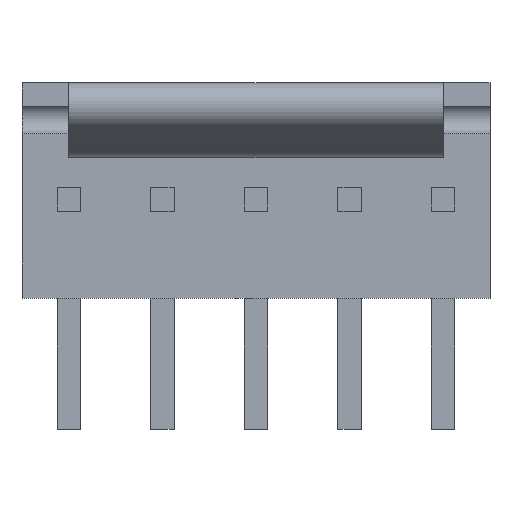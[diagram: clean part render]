
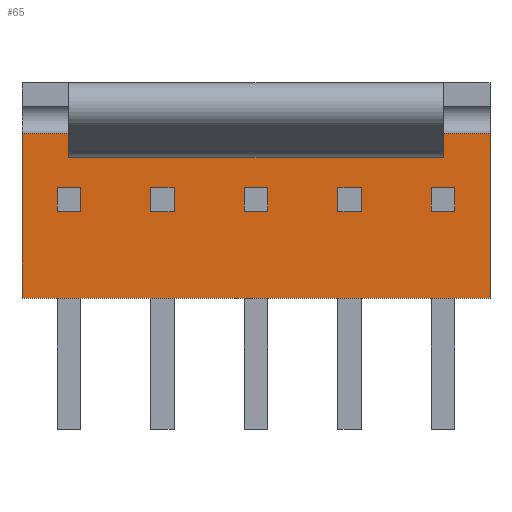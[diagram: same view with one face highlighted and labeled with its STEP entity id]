
A CAD part, top view. The second image highlights one B-rep face of the part: STEP entity #65.
In plain terms, the highlighted planar face has unit normal (0, 0, 1).
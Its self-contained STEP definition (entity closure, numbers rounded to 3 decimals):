
#65=ADVANCED_FACE('',(#183,#184,#185,#186,#187,#188),#189,.T.);
#183=FACE_OUTER_BOUND('',#379,.T.);
#184=FACE_BOUND('',#380,.T.);
#185=FACE_BOUND('',#381,.T.);
#186=FACE_BOUND('',#382,.T.);
#187=FACE_BOUND('',#383,.T.);
#188=FACE_BOUND('',#384,.T.);
#189=PLANE('',#385);
#379=EDGE_LOOP('',(#715,#716,#717,#718));
#380=EDGE_LOOP('',(#719,#720,#721,#722));
#381=EDGE_LOOP('',(#723,#724,#725,#726));
#382=EDGE_LOOP('',(#727,#728,#729,#730));
#383=EDGE_LOOP('',(#731,#732,#733,#734));
#384=EDGE_LOOP('',(#735,#736,#737,#738));
#385=AXIS2_PLACEMENT_3D('',#739,#740,#741);
#715=ORIENTED_EDGE('',*,*,#1378,.T.);
#716=ORIENTED_EDGE('',*,*,#1346,.F.);
#717=ORIENTED_EDGE('',*,*,#1379,.F.);
#718=ORIENTED_EDGE('',*,*,#1312,.T.);
#719=ORIENTED_EDGE('',*,*,#1380,.T.);
#720=ORIENTED_EDGE('',*,*,#1381,.F.);
#721=ORIENTED_EDGE('',*,*,#1382,.F.);
#722=ORIENTED_EDGE('',*,*,#1383,.T.);
#723=ORIENTED_EDGE('',*,*,#1384,.T.);
#724=ORIENTED_EDGE('',*,*,#1385,.F.);
#725=ORIENTED_EDGE('',*,*,#1386,.F.);
#726=ORIENTED_EDGE('',*,*,#1387,.T.);
#727=ORIENTED_EDGE('',*,*,#1388,.T.);
#728=ORIENTED_EDGE('',*,*,#1389,.F.);
#729=ORIENTED_EDGE('',*,*,#1390,.F.);
#730=ORIENTED_EDGE('',*,*,#1391,.T.);
#731=ORIENTED_EDGE('',*,*,#1392,.T.);
#732=ORIENTED_EDGE('',*,*,#1393,.F.);
#733=ORIENTED_EDGE('',*,*,#1394,.F.);
#734=ORIENTED_EDGE('',*,*,#1395,.T.);
#735=ORIENTED_EDGE('',*,*,#1396,.T.);
#736=ORIENTED_EDGE('',*,*,#1397,.F.);
#737=ORIENTED_EDGE('',*,*,#1398,.F.);
#738=ORIENTED_EDGE('',*,*,#1399,.T.);
#739=CARTESIAN_POINT('',(-6.35,1.803,0.0));
#740=DIRECTION('',(0.0,0.0,1.0));
#741=DIRECTION('',(1.0,0.0,0.0));
#1312=EDGE_CURVE('',#1571,#1569,#1572,.T.);
#1346=EDGE_CURVE('',#1623,#1625,#1626,.T.);
#1378=EDGE_CURVE('',#1569,#1625,#1683,.T.);
#1379=EDGE_CURVE('',#1571,#1623,#1684,.T.);
#1380=EDGE_CURVE('',#1685,#1686,#1687,.T.);
#1381=EDGE_CURVE('',#1688,#1686,#1689,.T.);
#1382=EDGE_CURVE('',#1690,#1688,#1691,.T.);
#1383=EDGE_CURVE('',#1690,#1685,#1692,.T.);
#1384=EDGE_CURVE('',#1693,#1694,#1695,.T.);
#1385=EDGE_CURVE('',#1696,#1694,#1697,.T.);
#1386=EDGE_CURVE('',#1698,#1696,#1699,.T.);
#1387=EDGE_CURVE('',#1698,#1693,#1700,.T.);
#1388=EDGE_CURVE('',#1701,#1702,#1703,.T.);
#1389=EDGE_CURVE('',#1704,#1702,#1705,.T.);
#1390=EDGE_CURVE('',#1706,#1704,#1707,.T.);
#1391=EDGE_CURVE('',#1706,#1701,#1708,.T.);
#1392=EDGE_CURVE('',#1709,#1710,#1711,.T.);
#1393=EDGE_CURVE('',#1712,#1710,#1713,.T.);
#1394=EDGE_CURVE('',#1714,#1712,#1715,.T.);
#1395=EDGE_CURVE('',#1714,#1709,#1716,.T.);
#1396=EDGE_CURVE('',#1717,#1718,#1719,.T.);
#1397=EDGE_CURVE('',#1720,#1718,#1721,.T.);
#1398=EDGE_CURVE('',#1722,#1720,#1723,.T.);
#1399=EDGE_CURVE('',#1722,#1717,#1724,.T.);
#1569=VERTEX_POINT('',#1984);
#1571=VERTEX_POINT('',#1987);
#1572=LINE('',#1988,#1989);
#1623=VERTEX_POINT('',#2066);
#1625=VERTEX_POINT('',#2069);
#1626=LINE('',#2070,#2071);
#1683=LINE('',#2159,#2160);
#1684=LINE('',#2161,#2162);
#1685=VERTEX_POINT('',#2163);
#1686=VERTEX_POINT('',#2164);
#1687=LINE('',#2165,#2166);
#1688=VERTEX_POINT('',#2167);
#1689=LINE('',#2168,#2169);
#1690=VERTEX_POINT('',#2170);
#1691=LINE('',#2171,#2172);
#1692=LINE('',#2173,#2174);
#1693=VERTEX_POINT('',#2175);
#1694=VERTEX_POINT('',#2176);
#1695=LINE('',#2177,#2178);
#1696=VERTEX_POINT('',#2179);
#1697=LINE('',#2180,#2181);
#1698=VERTEX_POINT('',#2182);
#1699=LINE('',#2183,#2184);
#1700=LINE('',#2185,#2186);
#1701=VERTEX_POINT('',#2187);
#1702=VERTEX_POINT('',#2188);
#1703=LINE('',#2189,#2190);
#1704=VERTEX_POINT('',#2191);
#1705=LINE('',#2192,#2193);
#1706=VERTEX_POINT('',#2194);
#1707=LINE('',#2195,#2196);
#1708=LINE('',#2197,#2198);
#1709=VERTEX_POINT('',#2199);
#1710=VERTEX_POINT('',#2200);
#1711=LINE('',#2201,#2202);
#1712=VERTEX_POINT('',#2203);
#1713=LINE('',#2204,#2205);
#1714=VERTEX_POINT('',#2206);
#1715=LINE('',#2207,#2208);
#1716=LINE('',#2209,#2210);
#1717=VERTEX_POINT('',#2211);
#1718=VERTEX_POINT('',#2212);
#1719=LINE('',#2213,#2214);
#1720=VERTEX_POINT('',#2215);
#1721=LINE('',#2216,#2217);
#1722=VERTEX_POINT('',#2218);
#1723=LINE('',#2219,#2220);
#1724=LINE('',#2221,#2222);
#1984=CARTESIAN_POINT('',(-6.35,-2.667,0.0));
#1987=CARTESIAN_POINT('',(-6.35,1.803,0.0));
#1988=CARTESIAN_POINT('',(-6.35,1.803,0.0));
#1989=VECTOR('',#2586,4.47);
#2066=CARTESIAN_POINT('',(6.35,1.803,0.0));
#2069=CARTESIAN_POINT('',(6.35,-2.667,0.0));
#2070=CARTESIAN_POINT('',(6.35,1.803,0.0));
#2071=VECTOR('',#2632,4.47);
#2159=CARTESIAN_POINT('',(-6.35,-2.667,0.0));
#2160=VECTOR('',#2664,12.7);
#2161=CARTESIAN_POINT('',(-6.35,1.803,0.0));
#2162=VECTOR('',#2665,12.7);
#2163=CARTESIAN_POINT('',(4.763,0.318,0.0));
#2164=CARTESIAN_POINT('',(5.398,0.318,0.0));
#2165=CARTESIAN_POINT('',(4.763,0.318,0.0));
#2166=VECTOR('',#2666,0.635);
#2167=CARTESIAN_POINT('',(5.398,-0.318,0.0));
#2168=CARTESIAN_POINT('',(5.398,-0.318,0.0));
#2169=VECTOR('',#2667,0.635);
#2170=CARTESIAN_POINT('',(4.763,-0.318,0.0));
#2171=CARTESIAN_POINT('',(4.763,-0.318,0.0));
#2172=VECTOR('',#2668,0.635);
#2173=CARTESIAN_POINT('',(4.763,-0.318,0.0));
#2174=VECTOR('',#2669,0.635);
#2175=CARTESIAN_POINT('',(2.223,0.318,0.0));
#2176=CARTESIAN_POINT('',(2.858,0.318,0.0));
#2177=CARTESIAN_POINT('',(2.223,0.318,0.0));
#2178=VECTOR('',#2670,0.635);
#2179=CARTESIAN_POINT('',(2.858,-0.318,0.0));
#2180=CARTESIAN_POINT('',(2.858,-0.318,0.0));
#2181=VECTOR('',#2671,0.635);
#2182=CARTESIAN_POINT('',(2.223,-0.318,0.0));
#2183=CARTESIAN_POINT('',(2.223,-0.318,0.0));
#2184=VECTOR('',#2672,0.635);
#2185=CARTESIAN_POINT('',(2.223,-0.318,0.0));
#2186=VECTOR('',#2673,0.635);
#2187=CARTESIAN_POINT('',(-0.318,0.318,0.0));
#2188=CARTESIAN_POINT('',(0.318,0.318,0.0));
#2189=CARTESIAN_POINT('',(-0.318,0.318,0.0));
#2190=VECTOR('',#2674,0.635);
#2191=CARTESIAN_POINT('',(0.318,-0.318,0.0));
#2192=CARTESIAN_POINT('',(0.318,-0.318,0.0));
#2193=VECTOR('',#2675,0.635);
#2194=CARTESIAN_POINT('',(-0.318,-0.318,0.0));
#2195=CARTESIAN_POINT('',(-0.318,-0.318,0.0));
#2196=VECTOR('',#2676,0.635);
#2197=CARTESIAN_POINT('',(-0.318,-0.318,0.0));
#2198=VECTOR('',#2677,0.635);
#2199=CARTESIAN_POINT('',(-2.858,0.318,0.0));
#2200=CARTESIAN_POINT('',(-2.223,0.318,0.0));
#2201=CARTESIAN_POINT('',(-2.858,0.318,0.0));
#2202=VECTOR('',#2678,0.635);
#2203=CARTESIAN_POINT('',(-2.223,-0.318,0.0));
#2204=CARTESIAN_POINT('',(-2.223,-0.318,0.0));
#2205=VECTOR('',#2679,0.635);
#2206=CARTESIAN_POINT('',(-2.858,-0.318,0.0));
#2207=CARTESIAN_POINT('',(-2.858,-0.318,0.0));
#2208=VECTOR('',#2680,0.635);
#2209=CARTESIAN_POINT('',(-2.858,-0.318,0.0));
#2210=VECTOR('',#2681,0.635);
#2211=CARTESIAN_POINT('',(-5.398,0.318,0.0));
#2212=CARTESIAN_POINT('',(-4.763,0.318,0.0));
#2213=CARTESIAN_POINT('',(-5.398,0.318,0.0));
#2214=VECTOR('',#2682,0.635);
#2215=CARTESIAN_POINT('',(-4.763,-0.318,0.0));
#2216=CARTESIAN_POINT('',(-4.763,-0.318,0.0));
#2217=VECTOR('',#2683,0.635);
#2218=CARTESIAN_POINT('',(-5.398,-0.318,0.0));
#2219=CARTESIAN_POINT('',(-5.398,-0.318,0.0));
#2220=VECTOR('',#2684,0.635);
#2221=CARTESIAN_POINT('',(-5.398,-0.318,0.0));
#2222=VECTOR('',#2685,0.635);
#2586=DIRECTION('',(0.0,-1.0,0.0));
#2632=DIRECTION('',(0.0,-1.0,0.0));
#2664=DIRECTION('',(1.0,0.0,0.0));
#2665=DIRECTION('',(1.0,0.0,0.0));
#2666=DIRECTION('',(1.0,0.0,0.0));
#2667=DIRECTION('',(0.0,1.0,0.0));
#2668=DIRECTION('',(1.0,0.0,0.0));
#2669=DIRECTION('',(0.0,1.0,0.0));
#2670=DIRECTION('',(1.0,0.0,0.0));
#2671=DIRECTION('',(0.0,1.0,0.0));
#2672=DIRECTION('',(1.0,0.0,0.0));
#2673=DIRECTION('',(0.0,1.0,0.0));
#2674=DIRECTION('',(1.0,0.0,0.0));
#2675=DIRECTION('',(0.0,1.0,0.0));
#2676=DIRECTION('',(1.0,0.0,0.0));
#2677=DIRECTION('',(0.0,1.0,0.0));
#2678=DIRECTION('',(1.0,0.0,0.0));
#2679=DIRECTION('',(0.0,1.0,0.0));
#2680=DIRECTION('',(1.0,0.0,0.0));
#2681=DIRECTION('',(0.0,1.0,0.0));
#2682=DIRECTION('',(1.0,0.0,0.0));
#2683=DIRECTION('',(0.0,1.0,0.0));
#2684=DIRECTION('',(1.0,0.0,0.0));
#2685=DIRECTION('',(0.0,1.0,0.0));
